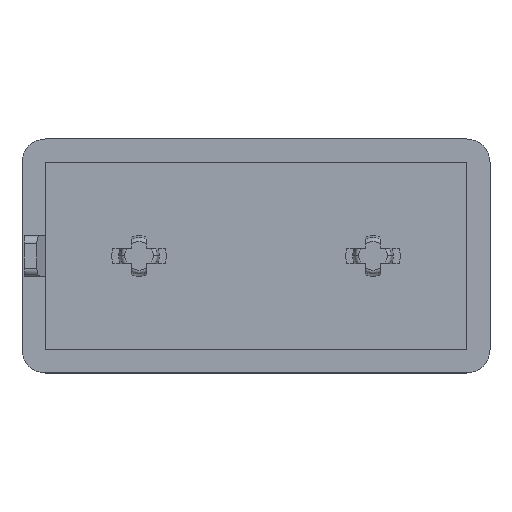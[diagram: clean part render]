
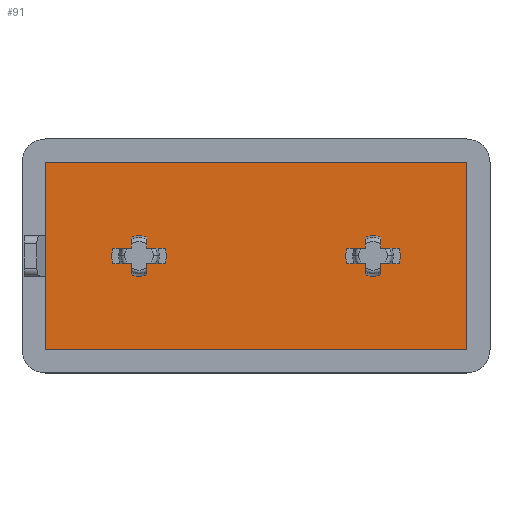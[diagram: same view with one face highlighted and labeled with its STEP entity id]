
A CAD part, top view. The second image highlights one B-rep face of the part: STEP entity #91.
In plain terms, the highlighted planar face has unit normal (0, 0, 1).
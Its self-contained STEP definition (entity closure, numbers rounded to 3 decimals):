
#91=ADVANCED_FACE('',(#204,#205,#206),#207,.T.);
#204=FACE_OUTER_BOUND('',#399,.T.);
#205=FACE_BOUND('',#400,.T.);
#206=FACE_BOUND('',#401,.T.);
#207=PLANE('',#402);
#399=EDGE_LOOP('',(#674,#675,#676,#677));
#400=EDGE_LOOP('',(#678,#679,#680,#681,#682,#683,#684,#685,#686,#687,#688,#689,#690,#691));
#401=EDGE_LOOP('',(#692,#693,#694,#695,#696,#697,#698,#699,#700,#701,#702,#703,#704,#705));
#402=AXIS2_PLACEMENT_3D('',#706,#707,#708);
#674=ORIENTED_EDGE('',*,*,#1420,.T.);
#675=ORIENTED_EDGE('',*,*,#1421,.T.);
#676=ORIENTED_EDGE('',*,*,#1422,.T.);
#677=ORIENTED_EDGE('',*,*,#1423,.T.);
#678=ORIENTED_EDGE('',*,*,#1392,.T.);
#679=ORIENTED_EDGE('',*,*,#1424,.T.);
#680=ORIENTED_EDGE('',*,*,#1425,.T.);
#681=ORIENTED_EDGE('',*,*,#1426,.T.);
#682=ORIENTED_EDGE('',*,*,#1427,.T.);
#683=ORIENTED_EDGE('',*,*,#1428,.T.);
#684=ORIENTED_EDGE('',*,*,#1429,.T.);
#685=ORIENTED_EDGE('',*,*,#1361,.T.);
#686=ORIENTED_EDGE('',*,*,#1430,.T.);
#687=ORIENTED_EDGE('',*,*,#1431,.T.);
#688=ORIENTED_EDGE('',*,*,#1432,.T.);
#689=ORIENTED_EDGE('',*,*,#1433,.T.);
#690=ORIENTED_EDGE('',*,*,#1434,.T.);
#691=ORIENTED_EDGE('',*,*,#1435,.T.);
#692=ORIENTED_EDGE('',*,*,#1436,.F.);
#693=ORIENTED_EDGE('',*,*,#1407,.F.);
#694=ORIENTED_EDGE('',*,*,#1437,.F.);
#695=ORIENTED_EDGE('',*,*,#1438,.F.);
#696=ORIENTED_EDGE('',*,*,#1439,.F.);
#697=ORIENTED_EDGE('',*,*,#1440,.F.);
#698=ORIENTED_EDGE('',*,*,#1441,.F.);
#699=ORIENTED_EDGE('',*,*,#1442,.F.);
#700=ORIENTED_EDGE('',*,*,#1376,.F.);
#701=ORIENTED_EDGE('',*,*,#1443,.F.);
#702=ORIENTED_EDGE('',*,*,#1444,.F.);
#703=ORIENTED_EDGE('',*,*,#1445,.F.);
#704=ORIENTED_EDGE('',*,*,#1446,.F.);
#705=ORIENTED_EDGE('',*,*,#1447,.F.);
#706=CARTESIAN_POINT('',(-12.0,12.0,2.0));
#707=DIRECTION('',(-0.0,0.0,1.0));
#708=DIRECTION('',(1.0,-0.0,0.0));
#1361=EDGE_CURVE('',#1618,#1615,#1619,.T.);
#1376=EDGE_CURVE('',#1644,#1647,#1648,.T.);
#1392=EDGE_CURVE('',#1678,#1676,#1679,.T.);
#1407=EDGE_CURVE('',#1703,#1705,#1706,.T.);
#1420=EDGE_CURVE('',#1727,#1728,#1729,.T.);
#1421=EDGE_CURVE('',#1728,#1730,#1731,.T.);
#1422=EDGE_CURVE('',#1730,#1732,#1733,.T.);
#1423=EDGE_CURVE('',#1732,#1727,#1734,.T.);
#1424=EDGE_CURVE('',#1676,#1735,#1736,.T.);
#1425=EDGE_CURVE('',#1735,#1737,#1738,.T.);
#1426=EDGE_CURVE('',#1737,#1739,#1740,.T.);
#1427=EDGE_CURVE('',#1739,#1741,#1742,.T.);
#1428=EDGE_CURVE('',#1741,#1743,#1744,.T.);
#1429=EDGE_CURVE('',#1743,#1618,#1745,.T.);
#1430=EDGE_CURVE('',#1615,#1746,#1747,.T.);
#1431=EDGE_CURVE('',#1746,#1748,#1749,.T.);
#1432=EDGE_CURVE('',#1748,#1750,#1751,.T.);
#1433=EDGE_CURVE('',#1750,#1752,#1753,.T.);
#1434=EDGE_CURVE('',#1752,#1754,#1755,.T.);
#1435=EDGE_CURVE('',#1754,#1678,#1756,.T.);
#1436=EDGE_CURVE('',#1705,#1757,#1758,.T.);
#1437=EDGE_CURVE('',#1759,#1703,#1760,.T.);
#1438=EDGE_CURVE('',#1761,#1759,#1762,.T.);
#1439=EDGE_CURVE('',#1763,#1761,#1764,.T.);
#1440=EDGE_CURVE('',#1765,#1763,#1766,.T.);
#1441=EDGE_CURVE('',#1767,#1765,#1768,.T.);
#1442=EDGE_CURVE('',#1647,#1767,#1769,.T.);
#1443=EDGE_CURVE('',#1770,#1644,#1771,.T.);
#1444=EDGE_CURVE('',#1772,#1770,#1773,.T.);
#1445=EDGE_CURVE('',#1774,#1772,#1775,.T.);
#1446=EDGE_CURVE('',#1776,#1774,#1777,.T.);
#1447=EDGE_CURVE('',#1757,#1776,#1778,.T.);
#1615=VERTEX_POINT('',#2034);
#1618=VERTEX_POINT('',#2038);
#1619=CIRCLE('',#2039,3.5);
#1644=VERTEX_POINT('',#2076);
#1647=VERTEX_POINT('',#2080);
#1648=CIRCLE('',#2081,3.5);
#1676=VERTEX_POINT('',#2121);
#1678=VERTEX_POINT('',#2124);
#1679=CIRCLE('',#2125,3.5);
#1703=VERTEX_POINT('',#2161);
#1705=VERTEX_POINT('',#2164);
#1706=CIRCLE('',#2165,3.5);
#1727=VERTEX_POINT('',#2198);
#1728=VERTEX_POINT('',#2199);
#1729=LINE('',#2200,#2201);
#1730=VERTEX_POINT('',#2202);
#1731=LINE('',#2203,#2204);
#1732=VERTEX_POINT('',#2205);
#1733=LINE('',#2206,#2207);
#1734=LINE('',#2208,#2209);
#1735=VERTEX_POINT('',#2210);
#1736=CIRCLE('',#2211,3.5);
#1737=VERTEX_POINT('',#2212);
#1738=LINE('',#2213,#2214);
#1739=VERTEX_POINT('',#2215);
#1740=LINE('',#2216,#2217);
#1741=VERTEX_POINT('',#2218);
#1742=CIRCLE('',#2219,2.6);
#1743=VERTEX_POINT('',#2220);
#1744=LINE('',#2221,#2222);
#1745=LINE('',#2223,#2224);
#1746=VERTEX_POINT('',#2225);
#1747=CIRCLE('',#2226,3.5);
#1748=VERTEX_POINT('',#2227);
#1749=LINE('',#2228,#2229);
#1750=VERTEX_POINT('',#2230);
#1751=LINE('',#2231,#2232);
#1752=VERTEX_POINT('',#2233);
#1753=CIRCLE('',#2234,2.6);
#1754=VERTEX_POINT('',#2235);
#1755=LINE('',#2236,#2237);
#1756=LINE('',#2238,#2239);
#1757=VERTEX_POINT('',#2240);
#1758=LINE('',#2241,#2242);
#1759=VERTEX_POINT('',#2243);
#1760=CIRCLE('',#2244,3.5);
#1761=VERTEX_POINT('',#2245);
#1762=LINE('',#2246,#2247);
#1763=VERTEX_POINT('',#2248);
#1764=LINE('',#2249,#2250);
#1765=VERTEX_POINT('',#2251);
#1766=CIRCLE('',#2252,2.6);
#1767=VERTEX_POINT('',#2253);
#1768=LINE('',#2254,#2255);
#1769=LINE('',#2256,#2257);
#1770=VERTEX_POINT('',#2258);
#1771=CIRCLE('',#2259,3.5);
#1772=VERTEX_POINT('',#2260);
#1773=LINE('',#2261,#2262);
#1774=VERTEX_POINT('',#2263);
#1775=LINE('',#2264,#2265);
#1776=VERTEX_POINT('',#2266);
#1777=CIRCLE('',#2267,2.6);
#1778=LINE('',#2268,#2269);
#2034=CARTESIAN_POINT('',(33.5,0.,2.0));
#2038=CARTESIAN_POINT('',(33.354,1.0,2.0));
#2039=AXIS2_PLACEMENT_3D('',#2749,#2750,#2751);
#2076=CARTESIAN_POINT('',(3.5,0.,2.0));
#2080=CARTESIAN_POINT('',(3.354,1.0,2.0));
#2081=AXIS2_PLACEMENT_3D('',#2778,#2779,#2780);
#2121=CARTESIAN_POINT('',(26.5,0.0,2.0));
#2124=CARTESIAN_POINT('',(26.646,-1.,2.0));
#2125=AXIS2_PLACEMENT_3D('',#2810,#2811,#2812);
#2161=CARTESIAN_POINT('',(-3.5,0.0,2.0));
#2164=CARTESIAN_POINT('',(-3.354,-1.0,2.0));
#2165=AXIS2_PLACEMENT_3D('',#2839,#2840,#2841);
#2198=CARTESIAN_POINT('',(-12.0,12.0,2.0));
#2199=CARTESIAN_POINT('',(-12.0,-12.0,2.0));
#2200=CARTESIAN_POINT('',(-12.0,12.0,2.0));
#2201=VECTOR('',#2864,1000.0);
#2202=CARTESIAN_POINT('',(42.0,-12.0,2.0));
#2203=CARTESIAN_POINT('',(-12.0,-12.0,2.0));
#2204=VECTOR('',#2865,1000.0);
#2205=CARTESIAN_POINT('',(42.0,12.0,2.0));
#2206=CARTESIAN_POINT('',(42.0,12.0,2.0));
#2207=VECTOR('',#2866,1000.0);
#2208=CARTESIAN_POINT('',(-12.0,12.0,2.0));
#2209=VECTOR('',#2867,1000.0);
#2210=CARTESIAN_POINT('',(26.646,1.0,2.0));
#2211=AXIS2_PLACEMENT_3D('',#2868,#2869,#2870);
#2212=CARTESIAN_POINT('',(29.0,1.0,2.0));
#2213=CARTESIAN_POINT('',(29.0,1.0,2.0));
#2214=VECTOR('',#2871,1000.0);
#2215=CARTESIAN_POINT('',(29.0,2.4,2.0));
#2216=CARTESIAN_POINT('',(29.0,2.4,2.0));
#2217=VECTOR('',#2872,1000.0);
#2218=CARTESIAN_POINT('',(31.0,2.4,2.0));
#2219=AXIS2_PLACEMENT_3D('',#2873,#2874,#2875);
#2220=CARTESIAN_POINT('',(31.0,1.,2.0));
#2221=CARTESIAN_POINT('',(31.0,2.4,2.0));
#2222=VECTOR('',#2876,1000.0);
#2223=CARTESIAN_POINT('',(32.4,1.0,2.0));
#2224=VECTOR('',#2877,1000.0);
#2225=CARTESIAN_POINT('',(33.354,-1.,2.0));
#2226=AXIS2_PLACEMENT_3D('',#2878,#2879,#2880);
#2227=CARTESIAN_POINT('',(31.0,-1.0,2.0));
#2228=CARTESIAN_POINT('',(32.4,-1.0,2.0));
#2229=VECTOR('',#2881,1000.0);
#2230=CARTESIAN_POINT('',(31.0,-2.4,2.0));
#2231=CARTESIAN_POINT('',(31.0,-1.,2.0));
#2232=VECTOR('',#2882,1000.0);
#2233=CARTESIAN_POINT('',(29.0,-2.4,2.0));
#2234=AXIS2_PLACEMENT_3D('',#2883,#2884,#2885);
#2235=CARTESIAN_POINT('',(29.0,-1.,2.0));
#2236=CARTESIAN_POINT('',(29.0,-1.0,2.0));
#2237=VECTOR('',#2886,1000.0);
#2238=CARTESIAN_POINT('',(29.0,-1.0,2.0));
#2239=VECTOR('',#2887,1000.0);
#2240=CARTESIAN_POINT('',(-1.,-1.,2.0));
#2241=CARTESIAN_POINT('',(-2.4,-1.0,2.0));
#2242=VECTOR('',#2888,1000.0);
#2243=CARTESIAN_POINT('',(-3.354,1.0,2.0));
#2244=AXIS2_PLACEMENT_3D('',#2889,#2890,#2891);
#2245=CARTESIAN_POINT('',(-1.,1.0,2.0));
#2246=CARTESIAN_POINT('',(-2.4,1.0,2.0));
#2247=VECTOR('',#2892,1000.0);
#2248=CARTESIAN_POINT('',(-1.,2.4,2.0));
#2249=CARTESIAN_POINT('',(-1.,2.4,2.0));
#2250=VECTOR('',#2893,1000.0);
#2251=CARTESIAN_POINT('',(1.0,2.4,2.0));
#2252=AXIS2_PLACEMENT_3D('',#2894,#2895,#2896);
#2253=CARTESIAN_POINT('',(1.0,1.0,2.0));
#2254=CARTESIAN_POINT('',(1.0,2.4,2.0));
#2255=VECTOR('',#2897,1000.0);
#2256=CARTESIAN_POINT('',(1.0,1.0,2.0));
#2257=VECTOR('',#2898,1000.0);
#2258=CARTESIAN_POINT('',(3.354,-1.0,2.0));
#2259=AXIS2_PLACEMENT_3D('',#2899,#2900,#2901);
#2260=CARTESIAN_POINT('',(1.0,-1.0,2.0));
#2261=CARTESIAN_POINT('',(1.0,-1.0,2.0));
#2262=VECTOR('',#2902,1000.0);
#2263=CARTESIAN_POINT('',(1.0,-2.4,2.0));
#2264=CARTESIAN_POINT('',(1.0,-1.0,2.0));
#2265=VECTOR('',#2903,1000.0);
#2266=CARTESIAN_POINT('',(-1.,-2.4,2.0));
#2267=AXIS2_PLACEMENT_3D('',#2904,#2905,#2906);
#2268=CARTESIAN_POINT('',(-1.,-1.,2.0));
#2269=VECTOR('',#2907,1000.0);
#2749=CARTESIAN_POINT('',(30.0,0.0,2.0));
#2750=DIRECTION('',(0.0,0.0,-1.0));
#2751=DIRECTION('',(-1.0,0.0,0.0));
#2778=CARTESIAN_POINT('',(0.0,0.0,2.0));
#2779=DIRECTION('',(0.0,0.0,1.0));
#2780=DIRECTION('',(1.0,0.0,0.0));
#2810=CARTESIAN_POINT('',(30.0,0.0,2.0));
#2811=DIRECTION('',(0.0,0.0,-1.0));
#2812=DIRECTION('',(-1.0,0.0,0.0));
#2839=CARTESIAN_POINT('',(0.0,0.0,2.0));
#2840=DIRECTION('',(0.0,0.0,1.0));
#2841=DIRECTION('',(1.0,0.0,0.0));
#2864=DIRECTION('',(0.,-1.0,0.0));
#2865=DIRECTION('',(1.0,0.,0.0));
#2866=DIRECTION('',(-0.0,1.0,-0.0));
#2867=DIRECTION('',(-1.0,-0.0,-0.0));
#2868=CARTESIAN_POINT('',(30.0,0.0,2.0));
#2869=DIRECTION('',(0.0,0.0,-1.0));
#2870=DIRECTION('',(-1.0,0.0,0.0));
#2871=DIRECTION('',(1.0,-0.0,-0.0));
#2872=DIRECTION('',(0.,1.0,0.0));
#2873=CARTESIAN_POINT('',(30.0,0.0,2.0));
#2874=DIRECTION('',(0.0,0.0,-1.0));
#2875=DIRECTION('',(-1.0,0.0,0.0));
#2876=DIRECTION('',(0.0,-1.0,0.0));
#2877=DIRECTION('',(1.0,-0.0,-0.0));
#2878=CARTESIAN_POINT('',(30.0,0.0,2.0));
#2879=DIRECTION('',(0.0,0.0,-1.0));
#2880=DIRECTION('',(-1.0,0.0,0.0));
#2881=DIRECTION('',(-1.0,0.,0.0));
#2882=DIRECTION('',(0.0,-1.0,0.0));
#2883=CARTESIAN_POINT('',(30.0,0.0,2.0));
#2884=DIRECTION('',(0.0,0.0,-1.0));
#2885=DIRECTION('',(-1.0,0.0,0.0));
#2886=DIRECTION('',(0.,1.0,0.0));
#2887=DIRECTION('',(-1.0,0.,0.0));
#2888=DIRECTION('',(1.0,0.,0.0));
#2889=CARTESIAN_POINT('',(0.0,0.0,2.0));
#2890=DIRECTION('',(0.0,0.0,1.0));
#2891=DIRECTION('',(1.0,0.0,0.0));
#2892=DIRECTION('',(-1.0,-0.0,-0.0));
#2893=DIRECTION('',(0.0,-1.0,0.0));
#2894=CARTESIAN_POINT('',(0.0,0.0,2.0));
#2895=DIRECTION('',(0.0,0.0,1.0));
#2896=DIRECTION('',(1.0,0.0,0.0));
#2897=DIRECTION('',(0.,1.0,-0.0));
#2898=DIRECTION('',(-1.0,-0.0,-0.0));
#2899=CARTESIAN_POINT('',(0.0,0.0,2.0));
#2900=DIRECTION('',(0.0,0.0,1.0));
#2901=DIRECTION('',(1.0,0.0,0.0));
#2902=DIRECTION('',(1.0,0.,0.0));
#2903=DIRECTION('',(0.,1.0,-0.0));
#2904=CARTESIAN_POINT('',(0.0,0.0,2.0));
#2905=DIRECTION('',(0.0,0.0,1.0));
#2906=DIRECTION('',(1.0,0.0,0.0));
#2907=DIRECTION('',(0.0,-1.0,0.0));
